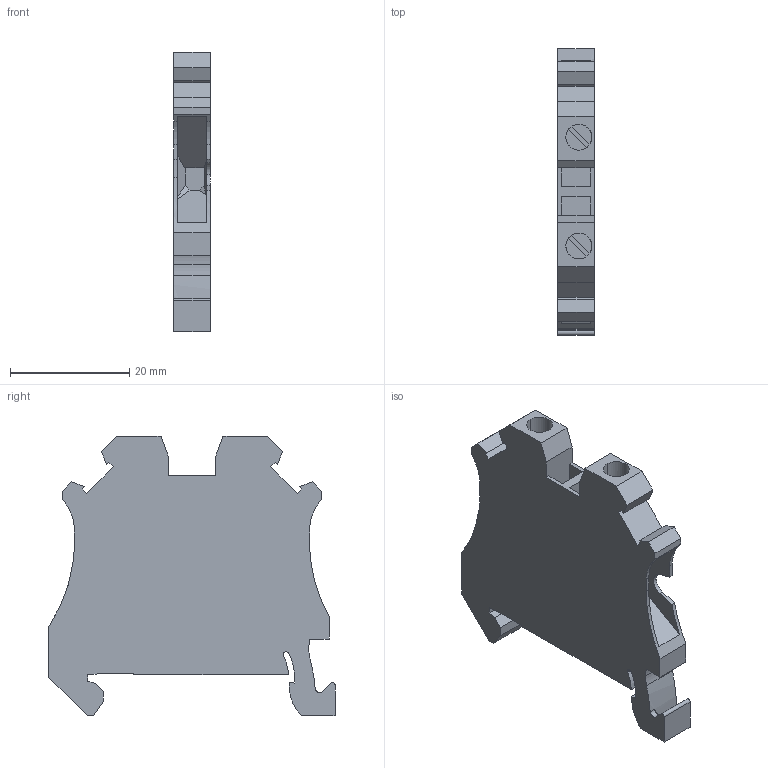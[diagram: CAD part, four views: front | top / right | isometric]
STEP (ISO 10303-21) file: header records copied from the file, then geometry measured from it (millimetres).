
FILE_DESCRIPTION(('STEP AP214'),'1');
FILE_NAME('cctmp_BDAE9A7F-F0CA-4373-9D13-5CF00114750F_2023_07_24_09_27_59_0506..stp','2023-07-24T07:27:59',('SIEMENS A&D'),('CADClick - www.CADClick.com'),'Spatial InterOp 3D postprocessed',' ','unknown authorization');
FILE_SCHEMA(('AUTOMOTIVE_DESIGN'));
Length unit declared in the file: millimetre
Products named in the file (1): 2023_07_24_09_27_59_0494
Bounding box: 6.15 x 48 x 46.85 mm (x, y, z)
Volume: 8353.7 mm3; surface area: 5747.2 mm2
Topology: 1 solids, 1 shells, 154 faces, 437 edges, 287 vertices
Faces by surface type: plane 124, cylinder 30
Entity records: 5442 total; most frequent: CARTESIAN_POINT 879, ORIENTED_EDGE 874, DIRECTION 821, EDGE_CURVE 437, LINE 363, VECTOR 363, VERTEX_POINT 287, AXIS2_PLACEMENT_3D 229
